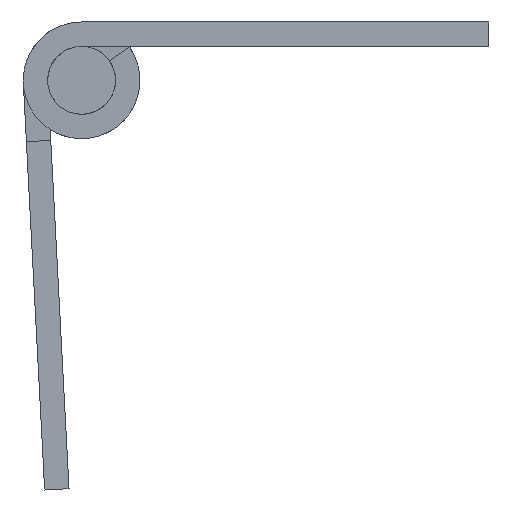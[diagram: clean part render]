
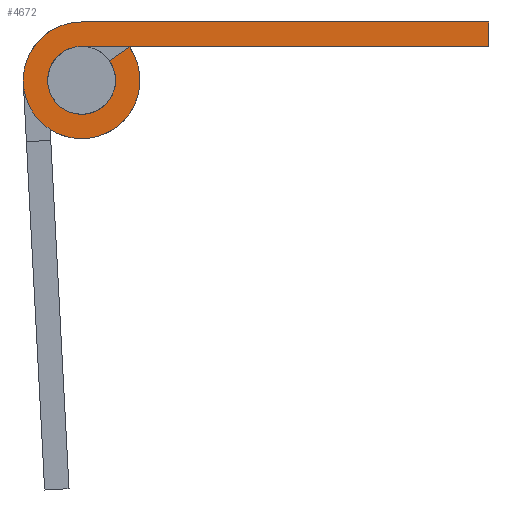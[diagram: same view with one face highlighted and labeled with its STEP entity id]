
A CAD part, left-side view. The second image highlights one B-rep face of the part: STEP entity #4672.
In plain terms, the highlighted planar face has unit normal (-1, 0, 0).
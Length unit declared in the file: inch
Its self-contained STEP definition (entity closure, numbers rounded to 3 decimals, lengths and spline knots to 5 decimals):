
#115=FACE_OUTER_BOUND('',#360,.T.);
#360=EDGE_LOOP('',(#3074,#3075,#3076,#3077,#3078,#3079));
#606=CIRCLE('',#4954,0.215);
#607=CIRCLE('',#4955,0.125);
#764=LINE('',#6744,#1322);
#765=LINE('',#6746,#1323);
#766=LINE('',#6750,#1324);
#767=LINE('',#6753,#1325);
#1322=VECTOR('',#5367,0.09);
#1323=VECTOR('',#5368,1.5);
#1324=VECTOR('',#5371,0.09);
#1325=VECTOR('',#5374,0.17852);
#1880=VERTEX_POINT('',#6742);
#1881=VERTEX_POINT('',#6743);
#1882=VERTEX_POINT('',#6745);
#1883=VERTEX_POINT('',#6747);
#1884=VERTEX_POINT('',#6749);
#1885=VERTEX_POINT('',#6751);
#2358=EDGE_CURVE('',#1880,#1881,#764,.T.);
#2359=EDGE_CURVE('',#1881,#1882,#765,.T.);
#2360=EDGE_CURVE('',#1883,#1882,#606,.T.);
#2361=EDGE_CURVE('',#1884,#1883,#766,.T.);
#2362=EDGE_CURVE('',#1885,#1884,#607,.T.);
#2363=EDGE_CURVE('',#1880,#1885,#767,.T.);
#3074=ORIENTED_EDGE('',*,*,#2358,.T.);
#3075=ORIENTED_EDGE('',*,*,#2359,.T.);
#3076=ORIENTED_EDGE('',*,*,#2360,.F.);
#3077=ORIENTED_EDGE('',*,*,#2361,.F.);
#3078=ORIENTED_EDGE('',*,*,#2362,.F.);
#3079=ORIENTED_EDGE('',*,*,#2363,.F.);
#4506=PLANE('',#4953);
#4672=ADVANCED_FACE('',(#115),#4506,.F.);
#4953=AXIS2_PLACEMENT_3D('',#6741,#5365,#5366);
#4954=AXIS2_PLACEMENT_3D('',#6748,#5369,#5370);
#4955=AXIS2_PLACEMENT_3D('',#6752,#5372,#5373);
#5365=DIRECTION('center_axis',(1.,0.,0.));
#5366=DIRECTION('ref_axis',(0.,-1.,0.));
#5367=DIRECTION('',(0.,0.,1.));
#5368=DIRECTION('',(0.,1.,0.));
#5369=DIRECTION('center_axis',(1.,0.,0.));
#5370=DIRECTION('ref_axis',(0.,1.,0.));
#5371=DIRECTION('',(0.,-0.819,0.574));
#5372=DIRECTION('center_axis',(-1.,0.,0.));
#5373=DIRECTION('ref_axis',(0.,-1.,0.));
#5374=DIRECTION('',(0.,1.,0.));
#6741=CARTESIAN_POINT('Origin',(-19.5,0.,0.));
#6742=CARTESIAN_POINT('',(-19.5,-1.5,-0.09));
#6743=CARTESIAN_POINT('',(-19.5,-1.5,0.));
#6744=CARTESIAN_POINT('',(-19.5,-1.5,-0.09));
#6745=CARTESIAN_POINT('',(-19.5,0.,0.));
#6746=CARTESIAN_POINT('',(-19.5,-1.5,0.));
#6747=CARTESIAN_POINT('',(-19.5,-0.17612,-0.09168));
#6748=CARTESIAN_POINT('Origin',(-19.5,0.,-0.215));
#6749=CARTESIAN_POINT('',(-19.5,-0.10239,-0.1433));
#6750=CARTESIAN_POINT('',(-19.5,-0.10239,-0.1433));
#6751=CARTESIAN_POINT('',(-19.5,0.,-0.09));
#6752=CARTESIAN_POINT('Origin',(-19.5,0.,-0.215));
#6753=CARTESIAN_POINT('',(-19.5,-0.17852,-0.09));
